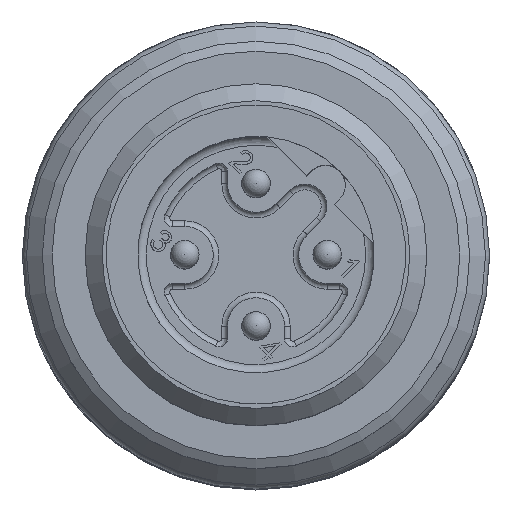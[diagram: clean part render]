
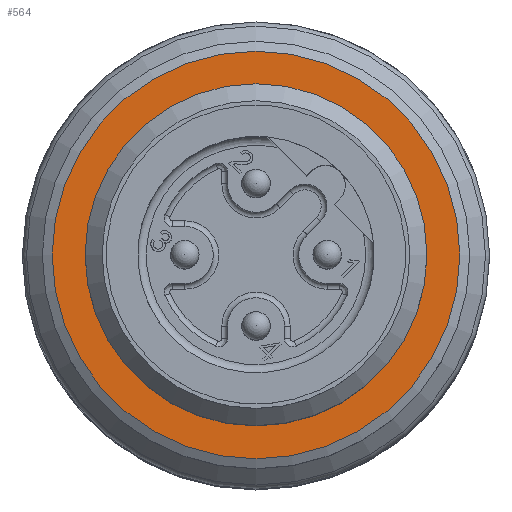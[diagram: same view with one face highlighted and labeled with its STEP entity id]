
A CAD part, top view. The second image highlights one B-rep face of the part: STEP entity #564.
In plain terms, the highlighted planar face has unit normal (0, 0, 1).
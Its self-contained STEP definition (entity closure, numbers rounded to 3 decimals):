
#564=ADVANCED_FACE('',(#1217,#1218),#772,.F.);
#772=PLANE('',#3624);
#1217=FACE_BOUND('',#1307,.T.);
#1218=FACE_BOUND('',#1308,.T.);
#1307=EDGE_LOOP('',(#1628));
#1308=EDGE_LOOP('',(#1629));
#1628=ORIENTED_EDGE('',*,*,#2950,.F.);
#1629=ORIENTED_EDGE('',*,*,#2949,.T.);
#2602=VERTEX_POINT('',#5022);
#2603=VERTEX_POINT('',#5025);
#2949=EDGE_CURVE('',#2602,#2602,#3419,.T.);
#2950=EDGE_CURVE('',#2603,#2603,#3420,.T.);
#3419=CIRCLE('',#3621,7.154);
#3420=CIRCLE('',#3623,6.);
#3621=AXIS2_PLACEMENT_3D('',#5021,#4050,#4051);
#3623=AXIS2_PLACEMENT_3D('',#5024,#4054,#4055);
#3624=AXIS2_PLACEMENT_3D('',#5026,#4056,#4057);
#4050=DIRECTION('',(0.,0.,1.));
#4051=DIRECTION('',(0.,1.,0.));
#4054=DIRECTION('',(0.,0.,1.));
#4055=DIRECTION('',(0.,1.,0.));
#4056=DIRECTION('',(0.,0.,-1.));
#4057=DIRECTION('',(0.,1.,0.));
#5021=CARTESIAN_POINT('',(63.96,37.588,-21.417));
#5022=CARTESIAN_POINT('',(63.96,44.741,-21.417));
#5024=CARTESIAN_POINT('',(63.96,37.588,-21.417));
#5025=CARTESIAN_POINT('',(63.96,43.588,-21.417));
#5026=CARTESIAN_POINT('',(56.806,37.588,-21.417));
